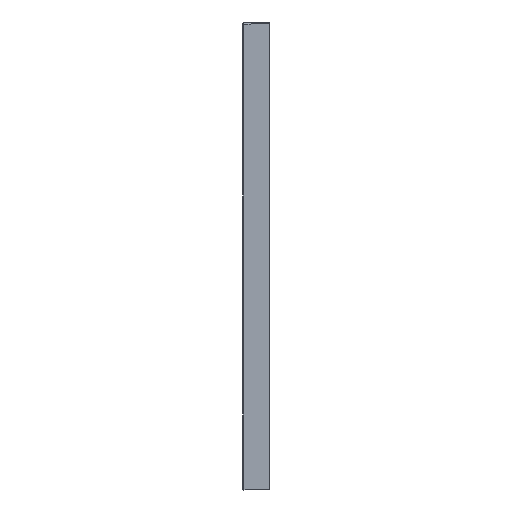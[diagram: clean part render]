
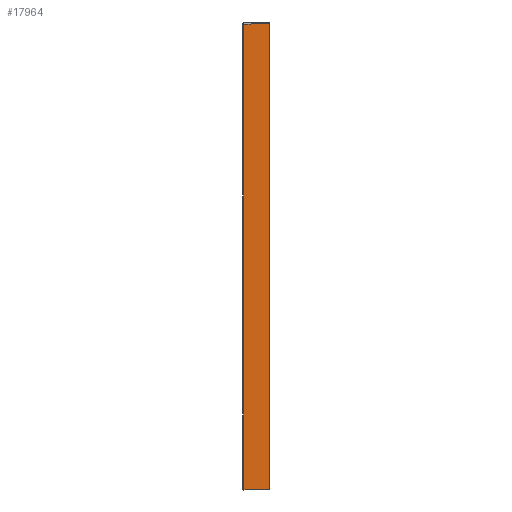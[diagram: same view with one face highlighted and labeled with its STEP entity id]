
A CAD part, left-side view. The second image highlights one B-rep face of the part: STEP entity #17964.
In plain terms, the highlighted planar face has unit normal (-0.999, 0.035, 0).
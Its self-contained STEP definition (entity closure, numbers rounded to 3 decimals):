
#201=CARTESIAN_POINT('',(-448.674,-2.037,
-262.5));
#203=DIRECTION('',(-0.035,-0.999,0.));
#204=VECTOR('',#203,37.986);
#205=CARTESIAN_POINT('',(-448.674,-2.037,
-262.5));
#206=LINE('',#205,#204);
#996=DIRECTION('',(0.,0.,1.));
#997=VECTOR('',#996,10.);
#998=CARTESIAN_POINT('',(-448.674,-2.037,
-262.5));
#999=LINE('',#998,#997);
#1000=CARTESIAN_POINT('',(-448.674,-2.039,
-252.5));
#1001=CARTESIAN_POINT('',(-448.674,-2.039,
-245.549));
#1002=CARTESIAN_POINT('',(-448.674,-2.037,
-232.353));
#1003=CARTESIAN_POINT('',(-448.674,-2.032,
-214.796));
#1004=CARTESIAN_POINT('',(-448.674,-2.026,
-199.103));
#1005=CARTESIAN_POINT('',(-448.674,-2.019,
-184.982));
#1006=CARTESIAN_POINT('',(-448.673,-2.012,
-171.435));
#1007=CARTESIAN_POINT('',(-448.673,-2.005,
-159.333));
#1008=CARTESIAN_POINT('',(-448.673,-1.997,
-147.172));
#1009=CARTESIAN_POINT('',(-448.673,-1.989,
-134.721));
#1010=CARTESIAN_POINT('',(-448.672,-1.98,
-121.285));
#1011=CARTESIAN_POINT('',(-448.672,-1.972,
-108.729));
#1012=CARTESIAN_POINT('',(-448.672,-1.963,
-94.844));
#1013=CARTESIAN_POINT('',(-448.671,-1.954,
-79.858));
#1014=CARTESIAN_POINT('',(-448.671,-1.946,
-64.68));
#1015=CARTESIAN_POINT('',(-448.671,-1.938,
-49.054));
#1016=CARTESIAN_POINT('',(-448.671,-1.932,
-32.351));
#1017=CARTESIAN_POINT('',(-448.67,-1.927,
-15.025));
#1018=CARTESIAN_POINT('',(-448.67,-1.925,
1.717));
#1019=CARTESIAN_POINT('',(-448.67,-1.926,
19.384));
#1020=CARTESIAN_POINT('',(-448.671,-1.929,
31.4));
#1021=CARTESIAN_POINT('',(-448.671,-1.931,
37.499));
#1023=CARTESIAN_POINT('',(-448.671,-1.931,
37.499));
#1024=CARTESIAN_POINT('',(-448.671,-1.933,
43.216));
#1025=CARTESIAN_POINT('',(-448.671,-1.938,
55.251));
#1026=CARTESIAN_POINT('',(-448.671,-1.946,
75.604));
#1027=CARTESIAN_POINT('',(-448.671,-1.956,
96.772));
#1028=CARTESIAN_POINT('',(-448.672,-1.967,
119.937));
#1029=CARTESIAN_POINT('',(-448.672,-1.978,
142.962));
#1030=CARTESIAN_POINT('',(-448.673,-1.989,
165.365));
#1031=CARTESIAN_POINT('',(-448.673,-1.999,
186.41));
#1032=CARTESIAN_POINT('',(-448.673,-2.008,
205.47));
#1033=CARTESIAN_POINT('',(-448.674,-2.015,
222.835));
#1034=CARTESIAN_POINT('',(-448.674,-2.021,
238.904));
#1035=CARTESIAN_POINT('',(-448.674,-2.026,
253.854));
#1036=CARTESIAN_POINT('',(-448.674,-2.03,
268.053));
#1037=CARTESIAN_POINT('',(-448.674,-2.033,
279.877));
#1038=CARTESIAN_POINT('',(-448.674,-2.035,
292.126));
#1039=CARTESIAN_POINT('',(-448.674,-2.037,
303.34));
#1040=CARTESIAN_POINT('',(-448.674,-2.038,
314.831));
#1041=CARTESIAN_POINT('',(-448.674,-2.039,
323.189));
#1042=CARTESIAN_POINT('',(-448.674,-2.039,
327.5));
#1044=CARTESIAN_POINT('',(-448.674,-2.039,
327.5));
#1045=CARTESIAN_POINT('',(-448.674,-2.039,
339.996));
#1046=CARTESIAN_POINT('',(-448.674,-2.026,
364.85));
#1047=CARTESIAN_POINT('',(-448.672,-1.983,
400.407));
#1048=CARTESIAN_POINT('',(-448.671,-1.949,
423.469));
#1049=CARTESIAN_POINT('',(-448.671,-1.933,
434.172));
#1051=DIRECTION('',(-0.035,-0.999,0.035));
#1052=VECTOR('',#1051,38.113);
#1053=CARTESIAN_POINT('',(-448.671,-1.933,
434.172));
#1054=LINE('',#1053,#1052);
#1055=DIRECTION('',(0.,0.,-1.));
#1056=VECTOR('',#1055,698.001);
#1057=CARTESIAN_POINT('',(-450.,-40.,
435.501));
#1058=LINE('',#1057,#1056);
#1069=CARTESIAN_POINT('',(-448.674,-2.039,
-252.5));
#1260=CARTESIAN_POINT('',(-448.671,-1.931,
37.499));
#15093=CARTESIAN_POINT('',(-450.,-40.,-262.5));
#15095=VERTEX_POINT('',#15093);
#16365=VERTEX_POINT('',#1069);
#16366=VERTEX_POINT('',#1260);
#16507=VERTEX_POINT('',#201);
#16508=VERTEX_POINT('',#1042);
#16509=VERTEX_POINT('',#1049);
#16510=CARTESIAN_POINT('',(-450.,-40.,
435.501));
#16511=VERTEX_POINT('',#16510);
#17946=CARTESIAN_POINT('',(-449.335,-20.963,
86.501));
#17947=DIRECTION('',(0.999,-0.035,0.));
#17948=DIRECTION('',(0.035,0.999,0.));
#17949=AXIS2_PLACEMENT_3D('',#17946,#17947,#17948);
#17950=PLANE('',#17949);
#17951=ORIENTED_EDGE('',*,*,#16667,.F.);
#17953=ORIENTED_EDGE('',*,*,#17952,.T.);
#17955=ORIENTED_EDGE('',*,*,#17954,.T.);
#17957=ORIENTED_EDGE('',*,*,#17956,.T.);
#17959=ORIENTED_EDGE('',*,*,#17958,.T.);
#17960=ORIENTED_EDGE('',*,*,#17940,.T.);
#17961=ORIENTED_EDGE('',*,*,#16556,.T.);
#17962=EDGE_LOOP('',(#17951,#17953,#17955,#17957,#17959,#17960,#17961));
#17963=FACE_OUTER_BOUND('',#17962,.F.);
#17964=ADVANCED_FACE('',(#17963),#17950,.F.);
#1022=B_SPLINE_CURVE_WITH_KNOTS('',3,(#1000,#1001,#1002,#1003,#1004,#1005,#1006,
#1007,#1008,#1009,#1010,#1011,#1012,#1013,#1014,#1015,#1016,#1017,#1018,#1019,
#1020,#1021),.UNSPECIFIED.,.F.,.F.,(4,1,1,1,1,1,1,1,1,1,1,1,1,1,1,1,1,1,1,4),(
0.,0.053,0.105,0.158,0.211,
0.263,0.316,0.368,0.421,
0.474,0.526,0.579,0.632,
0.684,0.737,0.789,0.842,
0.895,0.947,1.),.UNSPECIFIED.);
#1043=B_SPLINE_CURVE_WITH_KNOTS('',3,(#1023,#1024,#1025,#1026,#1027,#1028,#1029,
#1030,#1031,#1032,#1033,#1034,#1035,#1036,#1037,#1038,#1039,#1040,#1041,#1042),
.UNSPECIFIED.,.F.,.F.,(4,1,1,1,1,1,1,1,1,1,1,1,1,1,1,1,1,4),(0.,
0.059,0.118,0.176,0.235,
0.294,0.353,0.412,0.471,
0.529,0.588,0.647,0.706,
0.765,0.824,0.882,0.941,1.),
.UNSPECIFIED.);
#1050=B_SPLINE_CURVE_WITH_KNOTS('',3,(#1044,#1045,#1046,#1047,#1048,#1049),
.UNSPECIFIED.,.F.,.F.,(4,1,1,4),(0.,0.351,0.699,1.),
.UNSPECIFIED.);
#16556=EDGE_CURVE('',#16511,#15095,#1058,.T.);
#16667=EDGE_CURVE('',#16507,#15095,#206,.T.);
#17940=EDGE_CURVE('',#16509,#16511,#1054,.T.);
#17952=EDGE_CURVE('',#16507,#16365,#999,.T.);
#17954=EDGE_CURVE('',#16365,#16366,#1022,.T.);
#17956=EDGE_CURVE('',#16366,#16508,#1043,.T.);
#17958=EDGE_CURVE('',#16508,#16509,#1050,.T.);
